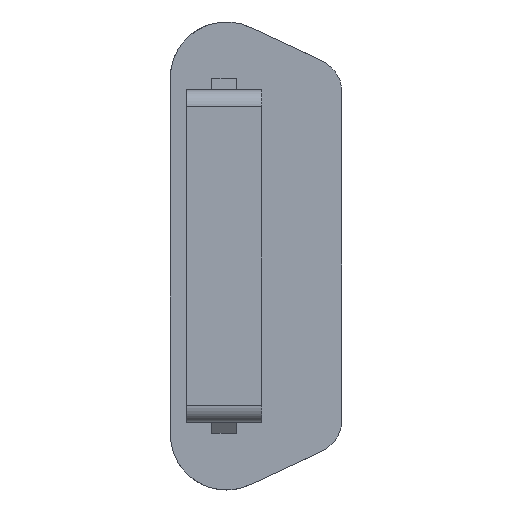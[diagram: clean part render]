
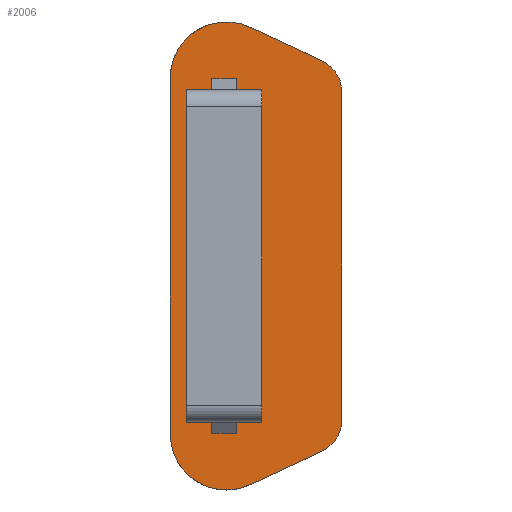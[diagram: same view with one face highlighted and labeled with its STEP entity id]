
A CAD part, front view. The second image highlights one B-rep face of the part: STEP entity #2006.
In plain terms, the highlighted planar face has unit normal (0, -1, 0).
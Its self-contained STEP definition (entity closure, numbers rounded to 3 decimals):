
#108=FACE_BOUND('',#244,.T.);
#128=FACE_OUTER_BOUND('',#243,.T.);
#243=EDGE_LOOP('',(#1341,#1342,#1343,#1344,#1345,#1346,#1347,#1348));
#244=EDGE_LOOP('',(#1349,#1350,#1351,#1352));
#378=ELLIPSE('',#2127,3.032,2.8);
#379=ELLIPSE('',#2128,3.032,2.8);
#382=CIRCLE('',#2125,5.);
#383=CIRCLE('',#2126,5.);
#482=LINE('',#2921,#655);
#483=LINE('',#2925,#656);
#484=LINE('',#2929,#657);
#485=LINE('',#2933,#658);
#486=LINE('',#2937,#659);
#487=LINE('',#2939,#660);
#488=LINE('',#2941,#661);
#489=LINE('',#2942,#662);
#655=VECTOR('',#2334,7.038);
#656=VECTOR('',#2337,31.8);
#657=VECTOR('',#2340,7.038);
#658=VECTOR('',#2343,29.493);
#659=VECTOR('',#2346,6.7);
#660=VECTOR('',#2347,29.7);
#661=VECTOR('',#2348,6.7);
#662=VECTOR('',#2349,29.7);
#828=VERTEX_POINT('',#2919);
#829=VERTEX_POINT('',#2920);
#830=VERTEX_POINT('',#2922);
#831=VERTEX_POINT('',#2924);
#832=VERTEX_POINT('',#2926);
#833=VERTEX_POINT('',#2928);
#834=VERTEX_POINT('',#2930);
#835=VERTEX_POINT('',#2932);
#836=VERTEX_POINT('',#2935);
#837=VERTEX_POINT('',#2936);
#838=VERTEX_POINT('',#2938);
#839=VERTEX_POINT('',#2940);
#1034=EDGE_CURVE('',#828,#829,#482,.T.);
#1035=EDGE_CURVE('',#830,#829,#382,.T.);
#1036=EDGE_CURVE('',#831,#830,#483,.T.);
#1037=EDGE_CURVE('',#832,#831,#383,.T.);
#1038=EDGE_CURVE('',#832,#833,#484,.T.);
#1039=EDGE_CURVE('',#833,#834,#378,.T.);
#1040=EDGE_CURVE('',#835,#834,#485,.T.);
#1041=EDGE_CURVE('',#835,#828,#379,.T.);
#1042=EDGE_CURVE('',#836,#837,#486,.T.);
#1043=EDGE_CURVE('',#838,#836,#487,.T.);
#1044=EDGE_CURVE('',#839,#838,#488,.T.);
#1045=EDGE_CURVE('',#837,#839,#489,.T.);
#1341=ORIENTED_EDGE('',*,*,#1034,.T.);
#1342=ORIENTED_EDGE('',*,*,#1035,.F.);
#1343=ORIENTED_EDGE('',*,*,#1036,.F.);
#1344=ORIENTED_EDGE('',*,*,#1037,.F.);
#1345=ORIENTED_EDGE('',*,*,#1038,.T.);
#1346=ORIENTED_EDGE('',*,*,#1039,.T.);
#1347=ORIENTED_EDGE('',*,*,#1040,.F.);
#1348=ORIENTED_EDGE('',*,*,#1041,.T.);
#1349=ORIENTED_EDGE('',*,*,#1042,.F.);
#1350=ORIENTED_EDGE('',*,*,#1043,.F.);
#1351=ORIENTED_EDGE('',*,*,#1044,.F.);
#1352=ORIENTED_EDGE('',*,*,#1045,.F.);
#1955=PLANE('',#2124);
#2006=ADVANCED_FACE('',(#128,#108),#1955,.F.);
#2124=AXIS2_PLACEMENT_3D('',#2918,#2332,#2333);
#2125=AXIS2_PLACEMENT_3D('',#2923,#2335,#2336);
#2126=AXIS2_PLACEMENT_3D('',#2927,#2338,#2339);
#2127=AXIS2_PLACEMENT_3D('',#2931,#2341,#2342);
#2128=AXIS2_PLACEMENT_3D('',#2934,#2344,#2345);
#2332=DIRECTION('center_axis',(0.,1.,0.));
#2333=DIRECTION('ref_axis',(1.,0.,0.));
#2334=DIRECTION('',(-0.906,0.,0.423));
#2335=DIRECTION('center_axis',(0.,1.,0.));
#2336=DIRECTION('ref_axis',(-1.,0.,0.));
#2337=DIRECTION('',(0.,0.,1.));
#2338=DIRECTION('center_axis',(0.,1.,0.));
#2339=DIRECTION('ref_axis',(0.423,0.,-0.906));
#2340=DIRECTION('',(0.906,0.,0.423));
#2341=DIRECTION('center_axis',(0.,-1.,0.));
#2342=DIRECTION('ref_axis',(-0.906,0.,-0.423));
#2343=DIRECTION('',(0.,0.,-1.));
#2344=DIRECTION('center_axis',(0.,-1.,0.));
#2345=DIRECTION('ref_axis',(0.906,0.,-0.423));
#2346=DIRECTION('',(1.,0.,0.));
#2347=DIRECTION('',(0.,0.,-1.));
#2348=DIRECTION('',(-1.,0.,0.));
#2349=DIRECTION('',(0.,0.,1.));
#2918=CARTESIAN_POINT('Origin',(0.,0.,0.));
#2919=CARTESIAN_POINT('',(5.842,0.,17.457));
#2920=CARTESIAN_POINT('',(-0.537,0.,20.432));
#2921=CARTESIAN_POINT('',(5.842,0.,17.457));
#2922=CARTESIAN_POINT('',(-7.65,0.,15.9));
#2923=CARTESIAN_POINT('Origin',(-2.65,0.,15.9));
#2924=CARTESIAN_POINT('',(-7.65,0.,-15.9));
#2925=CARTESIAN_POINT('',(-7.65,0.,-15.9));
#2926=CARTESIAN_POINT('',(-0.537,0.,-20.432));
#2927=CARTESIAN_POINT('Origin',(-2.65,0.,-15.9));
#2928=CARTESIAN_POINT('',(5.842,0.,-17.457));
#2929=CARTESIAN_POINT('',(-0.537,0.,-20.432));
#2930=CARTESIAN_POINT('',(7.65,0.,-14.746));
#2931=CARTESIAN_POINT('Origin',(4.658,0.,-14.92));
#2932=CARTESIAN_POINT('',(7.65,0.,14.746));
#2933=CARTESIAN_POINT('',(7.65,0.,14.746));
#2934=CARTESIAN_POINT('Origin',(4.658,0.,14.92));
#2935=CARTESIAN_POINT('',(-6.2,0.,-14.85));
#2936=CARTESIAN_POINT('',(0.5,0.,-14.85));
#2937=CARTESIAN_POINT('',(-6.2,0.,-14.85));
#2938=CARTESIAN_POINT('',(-6.2,0.,14.85));
#2939=CARTESIAN_POINT('',(-6.2,0.,14.85));
#2940=CARTESIAN_POINT('',(0.5,0.,14.85));
#2941=CARTESIAN_POINT('',(0.5,0.,14.85));
#2942=CARTESIAN_POINT('',(0.5,0.,-14.85));
